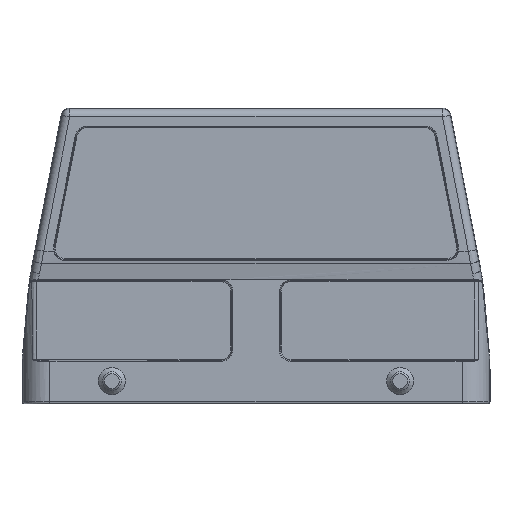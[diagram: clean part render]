
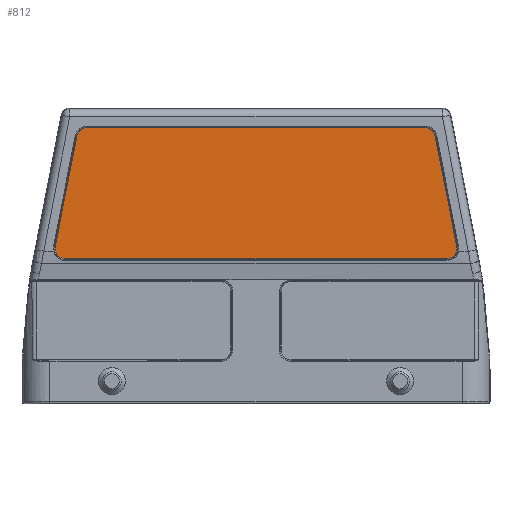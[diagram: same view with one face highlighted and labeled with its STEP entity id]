
A CAD part, left-side view. The second image highlights one B-rep face of the part: STEP entity #812.
In plain terms, the highlighted planar face has unit normal (-1, 0, 0).
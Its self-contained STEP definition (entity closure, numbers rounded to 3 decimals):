
#650=ELLIPSE('',#6438,2.906,2.8);
#651=ELLIPSE('',#6439,2.872,2.8);
#652=ELLIPSE('',#6440,2.872,2.8);
#653=ELLIPSE('',#6441,2.906,2.8);
#812=ADVANCED_FACE('',(#1316),#1196,.T.);
#1196=PLANE('',#6442);
#1316=FACE_OUTER_BOUND('',#1695,.T.);
#1695=EDGE_LOOP('',(#3046,#3047,#3048,#3049,#3050,#3051,#3052,#3053));
#2200=LINE('',#9458,#2547);
#2201=LINE('',#9463,#2548);
#2202=LINE('',#9467,#2549);
#2203=LINE('',#9471,#2550);
#2547=VECTOR('',#7315,1.);
#2548=VECTOR('',#7318,1.);
#2549=VECTOR('',#7321,1.);
#2550=VECTOR('',#7324,1.);
#3046=ORIENTED_EDGE('',*,*,#5433,.F.);
#3047=ORIENTED_EDGE('',*,*,#5434,.F.);
#3048=ORIENTED_EDGE('',*,*,#5435,.F.);
#3049=ORIENTED_EDGE('',*,*,#5436,.F.);
#3050=ORIENTED_EDGE('',*,*,#5437,.F.);
#3051=ORIENTED_EDGE('',*,*,#5438,.F.);
#3052=ORIENTED_EDGE('',*,*,#5439,.F.);
#3053=ORIENTED_EDGE('',*,*,#5440,.F.);
#4838=VERTEX_POINT('',#9459);
#4839=VERTEX_POINT('',#9460);
#4840=VERTEX_POINT('',#9462);
#4841=VERTEX_POINT('',#9464);
#4842=VERTEX_POINT('',#9466);
#4843=VERTEX_POINT('',#9468);
#4844=VERTEX_POINT('',#9470);
#4845=VERTEX_POINT('',#9472);
#5433=EDGE_CURVE('',#4838,#4839,#2200,.T.);
#5434=EDGE_CURVE('',#4840,#4838,#650,.T.);
#5435=EDGE_CURVE('',#4841,#4840,#2201,.T.);
#5436=EDGE_CURVE('',#4842,#4841,#651,.T.);
#5437=EDGE_CURVE('',#4843,#4842,#2202,.T.);
#5438=EDGE_CURVE('',#4844,#4843,#652,.T.);
#5439=EDGE_CURVE('',#4845,#4844,#2203,.T.);
#5440=EDGE_CURVE('',#4839,#4845,#653,.T.);
#6438=AXIS2_PLACEMENT_3D('',#9461,#7316,#7317);
#6439=AXIS2_PLACEMENT_3D('',#9465,#7319,#7320);
#6440=AXIS2_PLACEMENT_3D('',#9469,#7322,#7323);
#6441=AXIS2_PLACEMENT_3D('',#9473,#7325,#7326);
#6442=AXIS2_PLACEMENT_3D('',#9474,#7327,#7328);
#7315=DIRECTION('',(0.,1.,0.));
#7316=DIRECTION('',(1.,0.,0.));
#7317=DIRECTION('',(0.,0.773,0.635));
#7318=DIRECTION('',(0.,-0.194,-0.981));
#7319=DIRECTION('',(1.,0.,0.));
#7320=DIRECTION('',(0.,0.635,-0.773));
#7321=DIRECTION('',(0.,-1.,0.));
#7322=DIRECTION('',(1.,0.,0.));
#7323=DIRECTION('',(0.,-0.635,-0.773));
#7324=DIRECTION('',(0.,-0.194,0.981));
#7325=DIRECTION('',(1.,0.,0.));
#7326=DIRECTION('',(0.,-0.773,0.635));
#7327=DIRECTION('',(-1.,0.,0.));
#7328=DIRECTION('',(0.,0.,1.));
#9458=CARTESIAN_POINT('',(-21.499,48.786,103.167));
#9459=CARTESIAN_POINT('',(-21.499,-48.813,103.167));
#9460=CARTESIAN_POINT('',(-21.499,48.813,103.167));
#9461=CARTESIAN_POINT('',(-21.499,-48.709,106.01));
#9462=CARTESIAN_POINT('',(-21.499,-51.518,106.458));
#9463=CARTESIAN_POINT('',(-21.499,-51.513,106.484));
#9464=CARTESIAN_POINT('',(-21.499,-45.962,134.607));
#9465=CARTESIAN_POINT('',(-21.499,-43.187,133.987));
#9466=CARTESIAN_POINT('',(-21.499,-43.257,136.83));
#9467=CARTESIAN_POINT('',(-21.499,-43.239,136.83));
#9468=CARTESIAN_POINT('',(-21.499,43.257,136.83));
#9469=CARTESIAN_POINT('',(-21.499,43.187,133.987));
#9470=CARTESIAN_POINT('',(-21.499,45.962,134.607));
#9471=CARTESIAN_POINT('',(-21.499,45.966,134.589));
#9472=CARTESIAN_POINT('',(-21.499,51.518,106.458));
#9473=CARTESIAN_POINT('',(-21.499,48.709,106.01));
#9474=CARTESIAN_POINT('',(-21.499,26.135,119.906));
